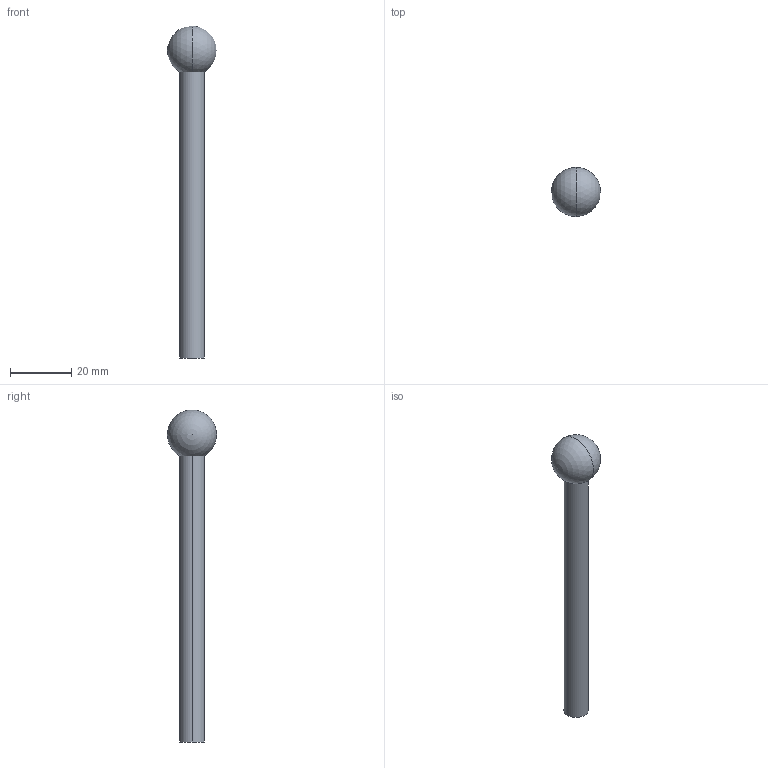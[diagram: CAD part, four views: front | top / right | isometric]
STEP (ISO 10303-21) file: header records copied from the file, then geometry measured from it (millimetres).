
FILE_DESCRIPTION (( 'STEP AP203' ), '1' );
FILE_NAME ('BrasHaut_Nano_Un_sldprt.STEP', '2018-04-10T07:30:59', ( '' ), ( '' ), 'SwSTEP 2.0', 'SolidWorks 2017', '' );
FILE_SCHEMA (( 'CONFIG_CONTROL_DESIGN' ));
Length unit declared in the file: millimetre
Products named in the file (1): BrasHaut_Nano_Un_sldprt
Bounding box: 16 x 16 x 108 mm (x, y, z)
Volume: 6795.4 mm3; surface area: 3139.8 mm2
Topology: 1 solids, 1 shells, 5 faces, 15 edges, 10 vertices
Faces by surface type: sphere 2, cylinder 2, plane 1
Entity records: 217 total; most frequent: DIRECTION 30, CARTESIAN_POINT 23, ORIENTED_EDGE 20, AXIS2_PLACEMENT_3D 14, EDGE_CURVE 10, PERSON_AND_ORGANIZATION 8, CIRCLE 8, VERTEX_POINT 7
